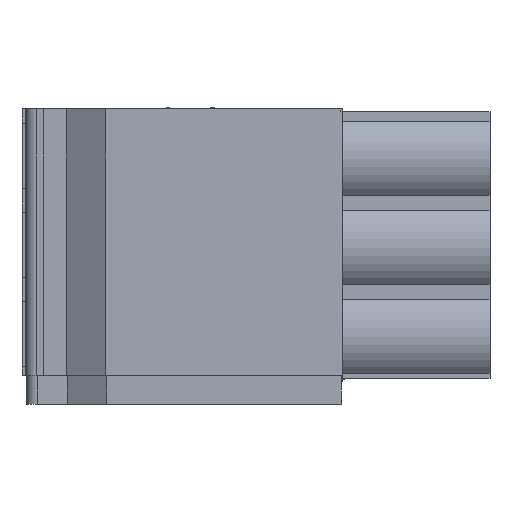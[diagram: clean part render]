
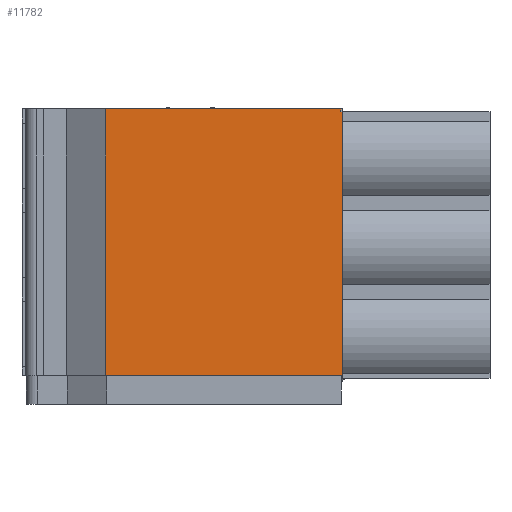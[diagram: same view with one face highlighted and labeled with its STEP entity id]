
A CAD part, front view. The second image highlights one B-rep face of the part: STEP entity #11782.
In plain terms, the highlighted planar face has unit normal (0, -1, 0).
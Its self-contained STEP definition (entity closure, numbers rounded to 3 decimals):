
#627=CARTESIAN_POINT('',(269.115,121.473,5.0));
#628=VERTEX_POINT('',#627);
#635=CARTESIAN_POINT('',(282.315,121.473,5.0));
#636=VERTEX_POINT('',#635);
#637=CARTESIAN_POINT('',(282.315,121.473,5.0));
#638=DIRECTION('',(-1.0,0.0,0.0));
#639=VECTOR('',#638,13.2);
#640=LINE('',#637,#639);
#641=EDGE_CURVE('',#636,#628,#640,.T.);
#1447=CARTESIAN_POINT('',(282.415,121.473,-10.0));
#1448=VERTEX_POINT('',#1447);
#1455=CARTESIAN_POINT('',(269.115,121.473,-10.0));
#1456=VERTEX_POINT('',#1455);
#1457=CARTESIAN_POINT('',(282.415,121.473,-10.0));
#1458=DIRECTION('',(-1.0,0.0,0.0));
#1459=VECTOR('',#1458,13.3);
#1460=LINE('',#1457,#1459);
#1461=EDGE_CURVE('',#1448,#1456,#1460,.T.);
#2020=CARTESIAN_POINT('',(269.115,121.473,-10.0));
#2021=DIRECTION('',(0.0,0.0,1.0));
#2022=VECTOR('',#2021,15.0);
#2023=LINE('',#2020,#2022);
#2024=EDGE_CURVE('',#1456,#628,#2023,.T.);
#3750=CARTESIAN_POINT('',(282.315,121.473,4.85));
#3751=VERTEX_POINT('',#3750);
#3758=CARTESIAN_POINT('',(282.415,121.473,4.85));
#3759=VERTEX_POINT('',#3758);
#3760=CARTESIAN_POINT('',(282.315,121.473,4.85));
#3761=DIRECTION('',(1.0,0.0,0.0));
#3762=VECTOR('',#3761,0.1);
#3763=LINE('',#3760,#3762);
#3764=EDGE_CURVE('',#3751,#3759,#3763,.T.);
#5109=CARTESIAN_POINT('',(282.415,121.473,4.85));
#5110=DIRECTION('',(0.0,0.0,-1.0));
#5111=VECTOR('',#5110,14.85);
#5112=LINE('',#5109,#5111);
#5113=EDGE_CURVE('',#3759,#1448,#5112,.T.);
#10927=CARTESIAN_POINT('',(282.315,121.473,4.85));
#10928=DIRECTION('',(0.0,0.0,1.0));
#10929=VECTOR('',#10928,0.15);
#10930=LINE('',#10927,#10929);
#10931=EDGE_CURVE('',#3751,#636,#10930,.T.);
#11769=CARTESIAN_POINT('',(282.415,121.473,0.0));
#11770=DIRECTION('',(0.0,-1.0,0.0));
#11771=DIRECTION('',(0.0,0.0,-1.0));
#11772=AXIS2_PLACEMENT_3D('',#11769,#11770,#11771);
#11773=PLANE('',#11772);
#11774=ORIENTED_EDGE('',*,*,#5113,.F.);
#11775=ORIENTED_EDGE('',*,*,#3764,.F.);
#11776=ORIENTED_EDGE('',*,*,#10931,.T.);
#11777=ORIENTED_EDGE('',*,*,#641,.T.);
#11778=ORIENTED_EDGE('',*,*,#2024,.F.);
#11779=ORIENTED_EDGE('',*,*,#1461,.F.);
#11780=EDGE_LOOP('',(#11774,#11775,#11776,#11777,#11778,#11779));
#11781=FACE_OUTER_BOUND('',#11780,.T.);
#11782=ADVANCED_FACE('',(#11781),#11773,.T.);
